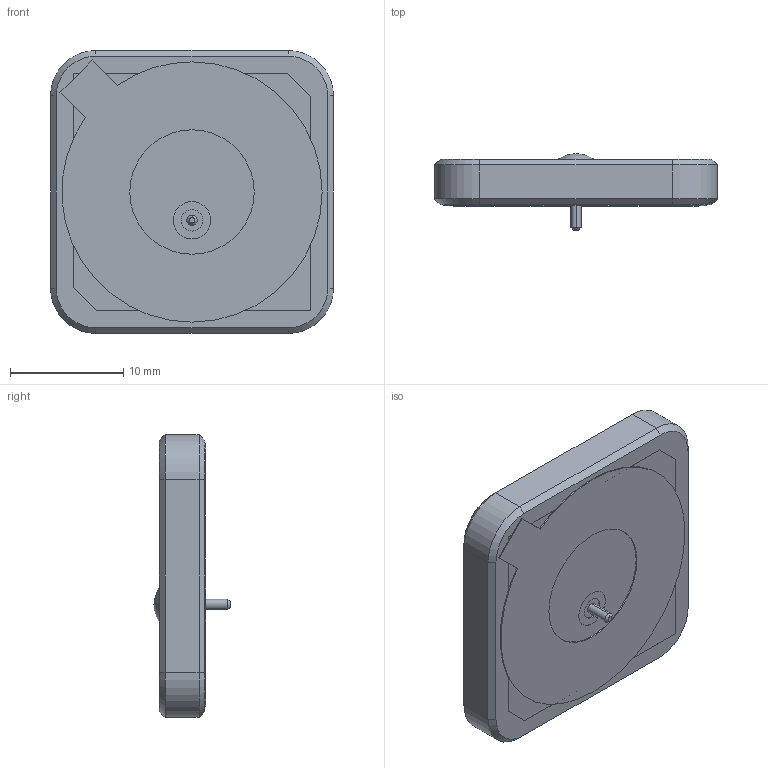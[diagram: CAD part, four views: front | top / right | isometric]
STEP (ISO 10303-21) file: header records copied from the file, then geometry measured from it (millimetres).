
FILE_DESCRIPTION (( 'STEP AP214' ), '1' );
FILE_NAME ('SP.1615.25.4.A.02_Web.STEP', '2022-03-21T16:26:06', ( '' ), ( '' ), 'SwSTEP 2.0', 'SolidWorks 2018', '' );
FILE_SCHEMA (( 'AUTOMOTIVE_DESIGN' ));
Length unit declared in the file: millimetre
Products named in the file (1): SP.1615.25.4.A.02_Web
Bounding box: 25 x 6.75 x 25 mm (x, y, z)
Surface area: 1905.3 mm2 (no closed solid volume)
Topology: 0 solids, 20 shells, 185 faces, 886 edges, 720 vertices
Faces by surface type: plane 122, bspline 34, cylinder 17, cone 10, sphere 2
Entity records: 12994 total; most frequent: CARTESIAN_POINT 4770, ORIENTED_EDGE 1171, DIRECTION 941, EDGE_CURVE 883, VERTEX_POINT 719, VECTOR 543, LINE 543, B_SPLINE_CURVE_WITH_KNOTS 293
